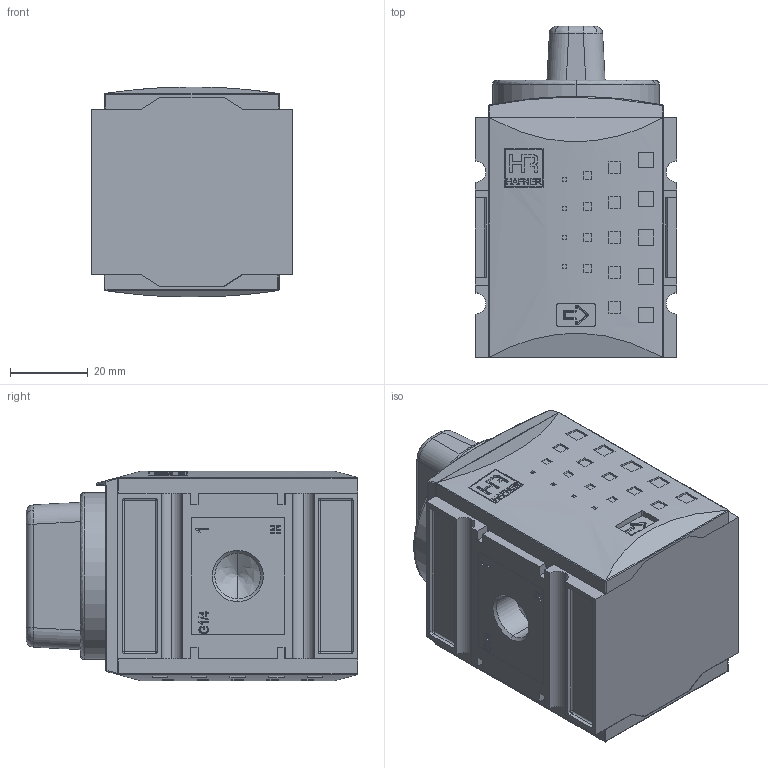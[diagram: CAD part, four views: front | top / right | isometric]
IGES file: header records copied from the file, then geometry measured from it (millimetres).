
Start section: SolidWorks IGES file using analytic representation for surfaces
Global section: file name: KBAV-114.IGS; native system: SolidWorks 2013; preprocessor: SolidWorks 2013; author: technolog; date: 140109.095453; units: millimetre
Bounding box: 52 x 85.6 x 54.19 mm (x, y, z)
Volume: 163777.3 mm3; surface area: 47204.4 mm2
Topology: 5 solids, 5 shells, 1031 faces, 5551 edges, 7208 vertices
Faces by surface type: plane 633, revolution 316, bspline 82
